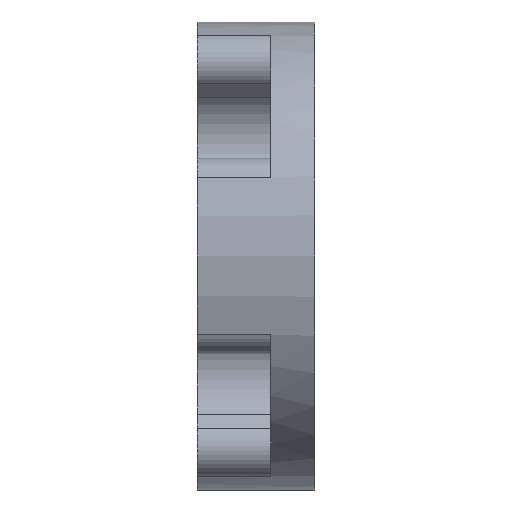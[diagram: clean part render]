
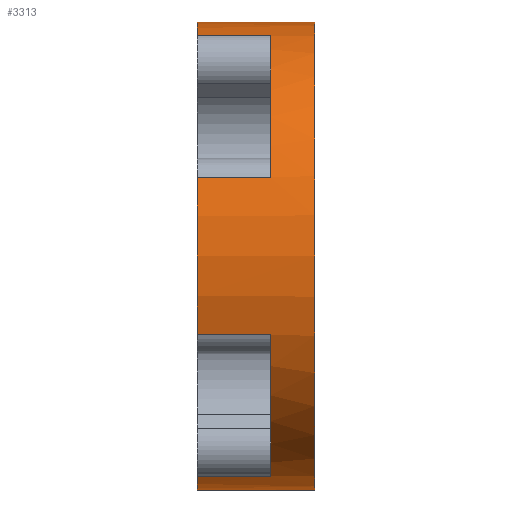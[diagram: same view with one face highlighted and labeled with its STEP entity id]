
A CAD part, left-side view. The second image highlights one B-rep face of the part: STEP entity #3313.
In plain terms, the highlighted cylindrical face has radius 15.985 mm (diameter 31.97 mm), a partial arc.
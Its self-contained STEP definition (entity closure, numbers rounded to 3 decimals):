
#79 = VERTEX_POINT ( 'NONE', #8978 ) ;
#104 = DIRECTION ( 'NONE',  ( 0., 1., 0. ) ) ;
#108 = EDGE_CURVE ( 'NONE', #7008, #10127, #3353, .T. ) ;
#123 = EDGE_CURVE ( 'NONE', #6913, #79, #853, .T. ) ;
#299 = EDGE_CURVE ( 'NONE', #7008, #3575, #5948, .T. ) ;
#301 = ORIENTED_EDGE ( 'NONE', *, *, #12520, .T. ) ;
#520 = DIRECTION ( 'NONE',  ( 0., 1., 0. ) ) ;
#602 = AXIS2_PLACEMENT_3D ( 'NONE', #13093, #104, #1012 ) ;
#795 = CIRCLE ( 'NONE', #11775, 15.985 ) ;
#822 = ORIENTED_EDGE ( 'NONE', *, *, #9811, .T. ) ;
#851 = CYLINDRICAL_SURFACE ( 'NONE', #13970, 15.985 ) ;
#853 = LINE ( 'NONE', #6855, #6121 ) ;
#942 = CARTESIAN_POINT ( 'NONE',  ( -15.059, 3., 5.361 ) ) ;
#1012 = DIRECTION ( 'NONE',  ( 0., 0., 1. ) ) ;
#1247 = CARTESIAN_POINT ( 'NONE',  ( 0., 8., 15.985 ) ) ;
#1515 = LINE ( 'NONE', #12153, #5596 ) ;
#1560 = CARTESIAN_POINT ( 'NONE',  ( -5.361, 8., 15.059 ) ) ;
#1906 = EDGE_CURVE ( 'NONE', #12673, #79, #10845, .T. ) ;
#2105 = ORIENTED_EDGE ( 'NONE', *, *, #299, .T. ) ;
#2315 = CARTESIAN_POINT ( 'NONE',  ( -15.059, 8., 5.361 ) ) ;
#2657 = LINE ( 'NONE', #12350, #13882 ) ;
#2687 = CIRCLE ( 'NONE', #10149, 15.985 ) ;
#2884 = VERTEX_POINT ( 'NONE', #1247 ) ;
#3108 = CARTESIAN_POINT ( 'NONE',  ( 0., 8., 0. ) ) ;
#3244 = AXIS2_PLACEMENT_3D ( 'NONE', #10259, #520, #5917 ) ;
#3313 = ADVANCED_FACE ( 'NONE', ( #6938 ), #851, .T. ) ;
#3353 = CIRCLE ( 'NONE', #3244, 15.985 ) ;
#3575 = VERTEX_POINT ( 'NONE', #11202 ) ;
#3689 = LINE ( 'NONE', #1560, #4043 ) ;
#3698 = ORIENTED_EDGE ( 'NONE', *, *, #11527, .T. ) ;
#3897 = ORIENTED_EDGE ( 'NONE', *, *, #123, .T. ) ;
#4043 = VECTOR ( 'NONE', #4816, 1000. ) ;
#4075 = AXIS2_PLACEMENT_3D ( 'NONE', #7231, #9460, #5101 ) ;
#4257 = DIRECTION ( 'NONE',  ( 0., 1., 0. ) ) ;
#4657 = ORIENTED_EDGE ( 'NONE', *, *, #108, .F. ) ;
#4671 = VECTOR ( 'NONE', #12228, 1000. ) ;
#4816 = DIRECTION ( 'NONE',  ( 0., -1., 0. ) ) ;
#5101 = DIRECTION ( 'NONE',  ( 0., 0., 1. ) ) ;
#5418 = VERTEX_POINT ( 'NONE', #10312 ) ;
#5596 = VECTOR ( 'NONE', #5745, 1000. ) ;
#5741 = DIRECTION ( 'NONE',  ( 0., 1., 0. ) ) ;
#5745 = DIRECTION ( 'NONE',  ( 0., 1., 0. ) ) ;
#5792 = CARTESIAN_POINT ( 'NONE',  ( 0., 8., 0. ) ) ;
#5917 = DIRECTION ( 'NONE',  ( 1., 0., 0. ) ) ;
#5948 = LINE ( 'NONE', #2315, #10675 ) ;
#6121 = VECTOR ( 'NONE', #7946, 1000. ) ;
#6129 = EDGE_CURVE ( 'NONE', #7417, #9704, #9712, .T. ) ;
#6192 = EDGE_CURVE ( 'NONE', #5418, #2884, #13278, .T. ) ;
#6437 = LINE ( 'NONE', #9985, #4671 ) ;
#6444 = DIRECTION ( 'NONE',  ( 0., 0., -1. ) ) ;
#6855 = CARTESIAN_POINT ( 'NONE',  ( -15.059, 8., -5.361 ) ) ;
#6913 = VERTEX_POINT ( 'NONE', #9258 ) ;
#6927 = ORIENTED_EDGE ( 'NONE', *, *, #13097, .F. ) ;
#6938 = FACE_OUTER_BOUND ( 'NONE', #8846, .T. ) ;
#7008 = VERTEX_POINT ( 'NONE', #942 ) ;
#7019 = DIRECTION ( 'NONE',  ( 0., 0., 1. ) ) ;
#7100 = CARTESIAN_POINT ( 'NONE',  ( 0., 0., 0. ) ) ;
#7189 = AXIS2_PLACEMENT_3D ( 'NONE', #5792, #5741, #7019 ) ;
#7231 = CARTESIAN_POINT ( 'NONE',  ( 0., 8., 0. ) ) ;
#7417 = VERTEX_POINT ( 'NONE', #8457 ) ;
#7946 = DIRECTION ( 'NONE',  ( 0., -1., 0. ) ) ;
#8451 = ORIENTED_EDGE ( 'NONE', *, *, #13935, .T. ) ;
#8457 = CARTESIAN_POINT ( 'NONE',  ( 0., 8., -15.985 ) ) ;
#8791 = CARTESIAN_POINT ( 'NONE',  ( -5.361, 3., 15.059 ) ) ;
#8846 = EDGE_LOOP ( 'NONE', ( #6927, #8912, #301, #4657, #2105, #12165, #3897, #10303, #3698, #11371, #8451, #822 ) ) ;
#8890 = DIRECTION ( 'NONE',  ( 0., 1., 0. ) ) ;
#8912 = ORIENTED_EDGE ( 'NONE', *, *, #6192, .F. ) ;
#8978 = CARTESIAN_POINT ( 'NONE',  ( -15.059, 3., -5.361 ) ) ;
#9258 = CARTESIAN_POINT ( 'NONE',  ( -15.059, 8., -5.361 ) ) ;
#9323 = DIRECTION ( 'NONE',  ( 0., 0., 1. ) ) ;
#9460 = DIRECTION ( 'NONE',  ( 0., 1., 0. ) ) ;
#9704 = VERTEX_POINT ( 'NONE', #13590 ) ;
#9712 = CIRCLE ( 'NONE', #7189, 15.985 ) ;
#9768 = VERTEX_POINT ( 'NONE', #10414 ) ;
#9811 = EDGE_CURVE ( 'NONE', #9768, #11567, #795, .T. ) ;
#9985 = CARTESIAN_POINT ( 'NONE',  ( 0., 8., 15.985 ) ) ;
#10127 = VERTEX_POINT ( 'NONE', #8791 ) ;
#10149 = AXIS2_PLACEMENT_3D ( 'NONE', #14054, #4257, #10818 ) ;
#10259 = CARTESIAN_POINT ( 'NONE',  ( 0., 3., 0. ) ) ;
#10303 = ORIENTED_EDGE ( 'NONE', *, *, #1906, .F. ) ;
#10312 = CARTESIAN_POINT ( 'NONE',  ( -5.361, 8., 15.059 ) ) ;
#10333 = CARTESIAN_POINT ( 'NONE',  ( -5.361, 3., -15.059 ) ) ;
#10414 = CARTESIAN_POINT ( 'NONE',  ( 0., 0., -15.985 ) ) ;
#10656 = DIRECTION ( 'NONE',  ( 0., -1., 0. ) ) ;
#10675 = VECTOR ( 'NONE', #8890, 1000. ) ;
#10818 = DIRECTION ( 'NONE',  ( 0., 0., 1. ) ) ;
#10845 = CIRCLE ( 'NONE', #602, 15.985 ) ;
#11094 = CARTESIAN_POINT ( 'NONE',  ( 0., 0., 15.985 ) ) ;
#11202 = CARTESIAN_POINT ( 'NONE',  ( -15.059, 8., 5.361 ) ) ;
#11371 = ORIENTED_EDGE ( 'NONE', *, *, #6129, .F. ) ;
#11527 = EDGE_CURVE ( 'NONE', #12673, #9704, #1515, .T. ) ;
#11567 = VERTEX_POINT ( 'NONE', #11094 ) ;
#11775 = AXIS2_PLACEMENT_3D ( 'NONE', #7100, #12552, #9323 ) ;
#12084 = EDGE_CURVE ( 'NONE', #6913, #3575, #2687, .T. ) ;
#12153 = CARTESIAN_POINT ( 'NONE',  ( -5.361, 8., -15.059 ) ) ;
#12165 = ORIENTED_EDGE ( 'NONE', *, *, #12084, .F. ) ;
#12228 = DIRECTION ( 'NONE',  ( 0., -1., 0. ) ) ;
#12350 = CARTESIAN_POINT ( 'NONE',  ( 0., 8., -15.985 ) ) ;
#12520 = EDGE_CURVE ( 'NONE', #5418, #10127, #3689, .T. ) ;
#12552 = DIRECTION ( 'NONE',  ( 0., 1., 0. ) ) ;
#12673 = VERTEX_POINT ( 'NONE', #10333 ) ;
#13093 = CARTESIAN_POINT ( 'NONE',  ( 0., 3., 0. ) ) ;
#13097 = EDGE_CURVE ( 'NONE', #2884, #11567, #6437, .T. ) ;
#13278 = CIRCLE ( 'NONE', #4075, 15.985 ) ;
#13590 = CARTESIAN_POINT ( 'NONE',  ( -5.361, 8., -15.059 ) ) ;
#13679 = DIRECTION ( 'NONE',  ( 0., -1., 0. ) ) ;
#13882 = VECTOR ( 'NONE', #13679, 1000. ) ;
#13935 = EDGE_CURVE ( 'NONE', #7417, #9768, #2657, .T. ) ;
#13970 = AXIS2_PLACEMENT_3D ( 'NONE', #3108, #10656, #6444 ) ;
#14054 = CARTESIAN_POINT ( 'NONE',  ( 0., 8., 0. ) ) ;
